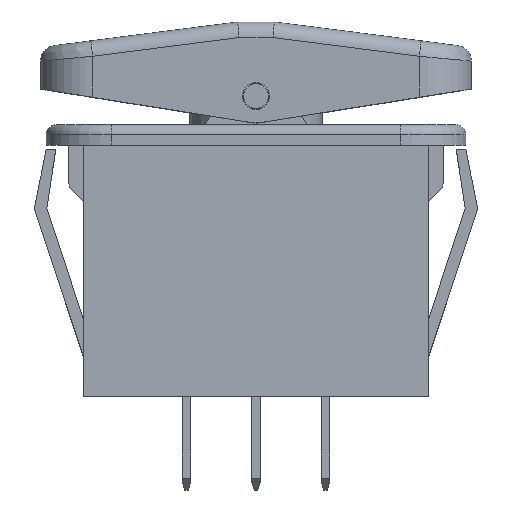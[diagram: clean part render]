
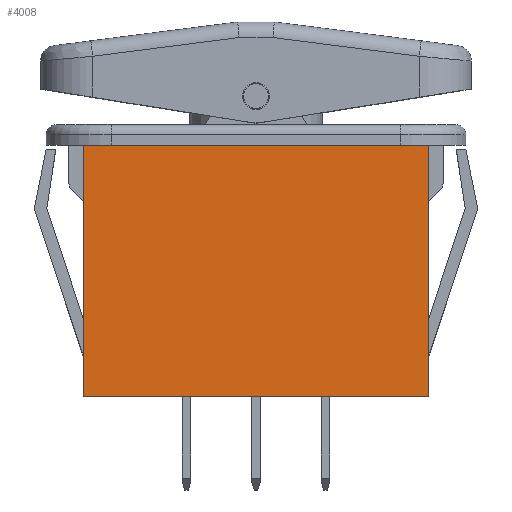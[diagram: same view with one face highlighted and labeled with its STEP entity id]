
A CAD part, top view. The second image highlights one B-rep face of the part: STEP entity #4008.
In plain terms, the highlighted planar face has unit normal (0, 0, 1).
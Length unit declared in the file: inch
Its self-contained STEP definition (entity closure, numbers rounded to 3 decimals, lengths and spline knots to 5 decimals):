
#232=PLANE('',#4416);
#419=FACE_OUTER_BOUND('',#653,.T.);
#653=EDGE_LOOP('',(#3471,#3472,#3473,#3474));
#951=LINE('',#6206,#1363);
#966=LINE('',#6241,#1378);
#1043=LINE('',#6676,#1455);
#1048=LINE('',#6686,#1460);
#1363=VECTOR('',#5038,0.3937);
#1378=VECTOR('',#5069,0.3937);
#1455=VECTOR('',#5356,0.3937);
#1460=VECTOR('',#5371,0.3937);
#1826=VERTEX_POINT('',#6203);
#1827=VERTEX_POINT('',#6205);
#1838=VERTEX_POINT('',#6238);
#1839=VERTEX_POINT('',#6240);
#2291=EDGE_CURVE('',#1827,#1826,#951,.T.);
#2308=EDGE_CURVE('',#1839,#1838,#966,.T.);
#2453=EDGE_CURVE('',#1838,#1827,#1043,.T.);
#2458=EDGE_CURVE('',#1826,#1839,#1048,.T.);
#3471=ORIENTED_EDGE('',*,*,#2453,.T.);
#3472=ORIENTED_EDGE('',*,*,#2291,.T.);
#3473=ORIENTED_EDGE('',*,*,#2458,.T.);
#3474=ORIENTED_EDGE('',*,*,#2308,.T.);
#4008=ADVANCED_FACE('',(#419),#232,.T.);
#4416=AXIS2_PLACEMENT_3D('',#6687,#5372,#5373);
#5038=DIRECTION('',(0.,-1.,0.));
#5069=DIRECTION('',(0.,1.,0.));
#5356=DIRECTION('',(-1.,0.,0.));
#5371=DIRECTION('',(1.,0.,0.));
#5372=DIRECTION('center_axis',(0.,0.,1.));
#5373=DIRECTION('ref_axis',(1.,0.,0.));
#6203=CARTESIAN_POINT('',(-0.6635,-1.153,0.295));
#6205=CARTESIAN_POINT('',(-0.6635,-0.188,0.295));
#6206=CARTESIAN_POINT('',(-0.6635,-0.188,0.295));
#6238=CARTESIAN_POINT('',(0.6635,-0.188,0.295));
#6240=CARTESIAN_POINT('',(0.6635,-1.153,0.295));
#6241=CARTESIAN_POINT('',(0.6635,-1.153,0.295));
#6676=CARTESIAN_POINT('',(0.6635,-0.188,0.295));
#6686=CARTESIAN_POINT('',(-0.6635,-1.153,0.295));
#6687=CARTESIAN_POINT('Origin',(0.,-0.6705,0.295));
